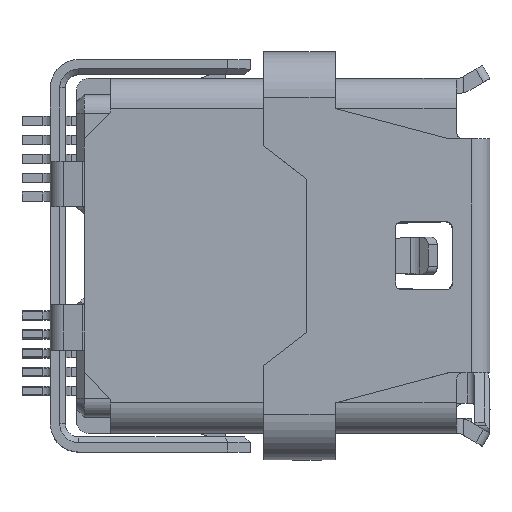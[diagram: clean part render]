
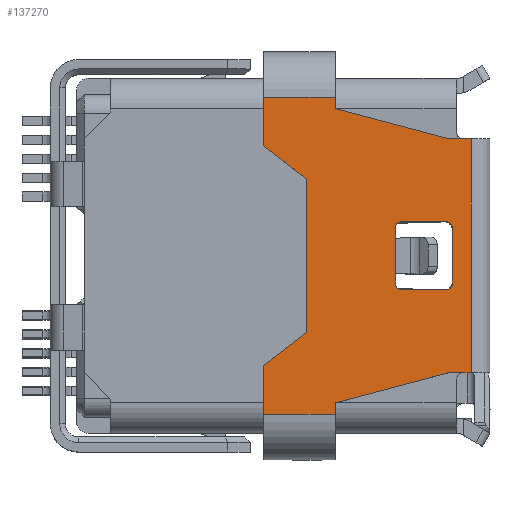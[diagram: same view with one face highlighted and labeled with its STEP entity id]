
A CAD part, top view. The second image highlights one B-rep face of the part: STEP entity #137270.
In plain terms, the highlighted face is planar.
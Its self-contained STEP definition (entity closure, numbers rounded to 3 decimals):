
#134600=CARTESIAN_POINT('',(1.7,-200.15,
2.4));
#134610=DIRECTION('',(-1.,0.,0.));
#134620=VECTOR('',#134610,1.);
#134630=LINE('',#134600,#134620);
#134640=CARTESIAN_POINT('',(0.55,-200.15,
2.4));
#134650=VERTEX_POINT('',#134640);
#134660=CARTESIAN_POINT('',(-0.65,-200.15,
2.4));
#134670=VERTEX_POINT('',#134660);
#134680=EDGE_CURVE('',#134650,#134670,#134630,.T.);
#134950=CARTESIAN_POINT('',(-0.8,-200.15,
0.75));
#134960=VERTEX_POINT('',#134950);
#135040=CARTESIAN_POINT('',(-0.8,-200.15,
2.25));
#135050=VERTEX_POINT('',#135040);
#135080=CARTESIAN_POINT('',(-0.8,-200.15,
-0.488));
#135090=DIRECTION('',(0.,0.,-1.));
#135100=VECTOR('',#135090,1.);
#135110=LINE('',#135080,#135100);
#135120=EDGE_CURVE('',#135050,#134960,#135110,.T.);
#135220=CARTESIAN_POINT('',(1.7,-200.15,
0.6));
#135230=DIRECTION('',(1.,0.,0.));
#135240=VECTOR('',#135230,1.);
#135250=LINE('',#135220,#135240);
#135260=CARTESIAN_POINT('',(-0.65,-200.15,
0.6));
#135270=VERTEX_POINT('',#135260);
#135280=CARTESIAN_POINT('',(0.55,-200.15,
0.6));
#135290=VERTEX_POINT('',#135280);
#135300=EDGE_CURVE('',#135270,#135290,#135250,.T.);
#135550=CARTESIAN_POINT('',(0.55,-200.15,
0.75));
#135560=DIRECTION('',(0.,1.,0.));
#135570=DIRECTION('',(0.,0.,-1.));
#135580=AXIS2_PLACEMENT_3D('',#135550,#135560,#135570);
#135590=CIRCLE('',#135580,0.15);
#135600=CARTESIAN_POINT('',(0.7,-200.15,
0.75));
#135610=VERTEX_POINT('',#135600);
#135620=EDGE_CURVE('',#135610,#135290,#135590,.T.);
#135730=CARTESIAN_POINT('',(-1.7,-200.15,
2.));
#135740=DIRECTION('',(0.,1.,0.));
#135750=DIRECTION('',(-1.,0.,0.));
#135760=AXIS2_PLACEMENT_3D('',#135730,#135740,#135750);
#135770=PLANE('',#135760);
#135780=ORIENTED_EDGE('',*,*,#135620,.F.);
#135790=ORIENTED_EDGE('',*,*,#135300,.T.);
#135800=CARTESIAN_POINT('',(-0.65,-200.15,
0.75));
#135810=DIRECTION('',(0.,1.,0.));
#135820=DIRECTION('',(0.,0.,-1.));
#135830=AXIS2_PLACEMENT_3D('',#135800,#135810,#135820);
#135840=CIRCLE('',#135830,0.15);
#135850=EDGE_CURVE('',#135270,#134960,#135840,.T.);
#135860=ORIENTED_EDGE('',*,*,#135850,.F.);
#135870=ORIENTED_EDGE('',*,*,#135120,.T.);
#135880=CARTESIAN_POINT('',(-0.65,-200.15,
2.25));
#135890=DIRECTION('',(0.,-1.,0.));
#135900=DIRECTION('',(0.,0.,1.));
#135910=AXIS2_PLACEMENT_3D('',#135880,#135890,#135900);
#135920=CIRCLE('',#135910,0.15);
#135930=EDGE_CURVE('',#134670,#135050,#135920,.T.);
#135940=ORIENTED_EDGE('',*,*,#135930,.T.);
#135950=ORIENTED_EDGE('',*,*,#134680,.T.);
#135960=CARTESIAN_POINT('',(0.55,-200.15,
2.25));
#135970=DIRECTION('',(0.,1.,0.));
#135980=DIRECTION('',(0.,0.,-1.));
#135990=AXIS2_PLACEMENT_3D('',#135960,#135970,#135980);
#136000=CIRCLE('',#135990,0.15);
#136010=CARTESIAN_POINT('',(0.7,-200.15,
2.25));
#136020=VERTEX_POINT('',#136010);
#136030=EDGE_CURVE('',#134650,#136020,#136000,.T.);
#136040=ORIENTED_EDGE('',*,*,#136030,.F.);
#136050=CARTESIAN_POINT('',(0.7,-200.15,
-0.488));
#136060=DIRECTION('',(0.,0.,1.));
#136070=VECTOR('',#136060,1.);
#136080=LINE('',#136050,#136070);
#136090=EDGE_CURVE('',#135610,#136020,#136080,.T.);
#136100=ORIENTED_EDGE('',*,*,#136090,.T.);
#136110=EDGE_LOOP('',(#136100,#136040,#135950,#135940,#135870,#135860,
#135790,#135780));
#136120=FACE_BOUND('',#136110,.T.);
#136130=CARTESIAN_POINT('',(-4.3,-200.15,
5.1));
#136140=DIRECTION('',(0.,0.,-1.));
#136150=VECTOR('',#136140,1.);
#136160=LINE('',#136130,#136150);
#136170=CARTESIAN_POINT('',(-4.3,-200.15,
5.7));
#136180=VERTEX_POINT('',#136170);
#136190=CARTESIAN_POINT('',(-4.3,-200.15,
4.415));
#136200=VERTEX_POINT('',#136190);
#136210=EDGE_CURVE('',#136180,#136200,#136160,.T.);
#136220=ORIENTED_EDGE('',*,*,#136210,.F.);
#136230=CARTESIAN_POINT('',(-9.95,-200.15,
8.762));
#136240=DIRECTION('',(-0.793,0.,
0.61));
#136250=VECTOR('',#136240,1.);
#136260=LINE('',#136230,#136250);
#136270=CARTESIAN_POINT('',(-3.15,-200.15,
3.531));
#136280=VERTEX_POINT('',#136270);
#136290=EDGE_CURVE('',#136280,#136200,#136260,.T.);
#136300=ORIENTED_EDGE('',*,*,#136290,.T.);
#136310=CARTESIAN_POINT('',(-3.15,-200.15,
-0.988));
#136320=DIRECTION('',(0.,0.,1.));
#136330=VECTOR('',#136320,1.);
#136340=LINE('',#136310,#136330);
#136350=CARTESIAN_POINT('',(-3.15,-200.15,
-0.531));
#136360=VERTEX_POINT('',#136350);
#136370=EDGE_CURVE('',#136360,#136280,#136340,.T.);
#136380=ORIENTED_EDGE('',*,*,#136370,.T.);
#136390=CARTESIAN_POINT('',(-9.95,-200.15,
-5.762));
#136400=DIRECTION('',(0.793,0.,
0.61));
#136410=VECTOR('',#136400,1.);
#136420=LINE('',#136390,#136410);
#136430=CARTESIAN_POINT('',(-4.3,-200.15,
-1.415));
#136440=VERTEX_POINT('',#136430);
#136450=EDGE_CURVE('',#136440,#136360,#136420,.T.);
#136460=ORIENTED_EDGE('',*,*,#136450,.T.);
#136470=CARTESIAN_POINT('',(-4.3,-200.15,
4.1));
#136480=DIRECTION('',(0.,0.,-1.));
#136490=VECTOR('',#136480,1.);
#136500=LINE('',#136470,#136490);
#136510=CARTESIAN_POINT('',(-4.3,-200.15,
-2.7));
#136520=VERTEX_POINT('',#136510);
#136530=EDGE_CURVE('',#136440,#136520,#136500,.T.);
#136540=ORIENTED_EDGE('',*,*,#136530,.F.);
#136550=CARTESIAN_POINT('',(-3.775,-200.15,
-2.7));
#136560=DIRECTION('',(1.,0.,0.));
#136570=VECTOR('',#136560,1.);
#136580=LINE('',#136550,#136570);
#136590=CARTESIAN_POINT('',(-2.4,-200.15,
-2.7));
#136600=VERTEX_POINT('',#136590);
#136610=EDGE_CURVE('',#136520,#136600,#136580,.T.);
#136620=ORIENTED_EDGE('',*,*,#136610,.F.);
#136630=CARTESIAN_POINT('',(-2.4,-200.15,
4.1));
#136640=DIRECTION('',(0.,0.,-1.));
#136650=VECTOR('',#136640,1.);
#136660=LINE('',#136630,#136650);
#136670=CARTESIAN_POINT('',(-2.4,-200.15,
-2.4));
#136680=VERTEX_POINT('',#136670);
#136690=EDGE_CURVE('',#136680,#136600,#136660,.T.);
#136700=ORIENTED_EDGE('',*,*,#136690,.T.);
#136710=CARTESIAN_POINT('',(1.7,-200.15,
-1.307));
#136720=DIRECTION('',(0.966,0.,
0.258));
#136730=VECTOR('',#136720,1.);
#136740=LINE('',#136710,#136730);
#136750=CARTESIAN_POINT('',(0.6,-200.15,
-1.6));
#136760=VERTEX_POINT('',#136750);
#136770=EDGE_CURVE('',#136680,#136760,#136740,.T.);
#136780=ORIENTED_EDGE('',*,*,#136770,.F.);
#136790=CARTESIAN_POINT('',(1.7,-200.15,
-1.6));
#136800=DIRECTION('',(1.,0.,0.));
#136810=VECTOR('',#136800,1.);
#136820=LINE('',#136790,#136810);
#136830=CARTESIAN_POINT('',(1.2,-200.15,
-1.6));
#136840=VERTEX_POINT('',#136830);
#136850=EDGE_CURVE('',#136760,#136840,#136820,.T.);
#136860=ORIENTED_EDGE('',*,*,#136850,.F.);
#136870=CARTESIAN_POINT('',(1.2,-200.15,
-0.988));
#136880=DIRECTION('',(0.,0.,-1.));
#136890=VECTOR('',#136880,1.);
#136900=LINE('',#136870,#136890);
#136910=CARTESIAN_POINT('',(1.2,-200.15,
4.6));
#136920=VERTEX_POINT('',#136910);
#136930=EDGE_CURVE('',#136920,#136840,#136900,.T.);
#136940=ORIENTED_EDGE('',*,*,#136930,.T.);
#136950=CARTESIAN_POINT('',(1.7,-200.15,
4.6));
#136960=DIRECTION('',(-1.,0.,0.));
#136970=VECTOR('',#136960,1.);
#136980=LINE('',#136950,#136970);
#136990=CARTESIAN_POINT('',(0.6,-200.15,
4.6));
#137000=VERTEX_POINT('',#136990);
#137010=EDGE_CURVE('',#136920,#137000,#136980,.T.);
#137020=ORIENTED_EDGE('',*,*,#137010,.F.);
#137030=CARTESIAN_POINT('',(1.7,-200.15,
4.307));
#137040=DIRECTION('',(-0.966,0.,
0.258));
#137050=VECTOR('',#137040,1.);
#137060=LINE('',#137030,#137050);
#137070=CARTESIAN_POINT('',(-2.4,-200.15,
5.4));
#137080=VERTEX_POINT('',#137070);
#137090=EDGE_CURVE('',#137000,#137080,#137060,.T.);
#137100=ORIENTED_EDGE('',*,*,#137090,.F.);
#137110=CARTESIAN_POINT('',(-2.4,-200.15,
5.1));
#137120=DIRECTION('',(0.,0.,-1.));
#137130=VECTOR('',#137120,1.);
#137140=LINE('',#137110,#137130);
#137150=CARTESIAN_POINT('',(-2.4,-200.15,
5.7));
#137160=VERTEX_POINT('',#137150);
#137170=EDGE_CURVE('',#137160,#137080,#137140,.T.);
#137180=ORIENTED_EDGE('',*,*,#137170,.T.);
#137190=CARTESIAN_POINT('',(-3.775,-200.15,
5.7));
#137200=DIRECTION('',(-1.,0.,0.));
#137210=VECTOR('',#137200,1.);
#137220=LINE('',#137190,#137210);
#137230=EDGE_CURVE('',#137160,#136180,#137220,.T.);
#137240=ORIENTED_EDGE('',*,*,#137230,.F.);
#137250=EDGE_LOOP('',(#137240,#137180,#137100,#137020,#136940,#136860,
#136780,#136700,#136620,#136540,#136460,#136380,#136300,#136220));
#137260=FACE_OUTER_BOUND('',#137250,.T.);
#137270=ADVANCED_FACE('',(#136120,#137260),#135770,.T.);
